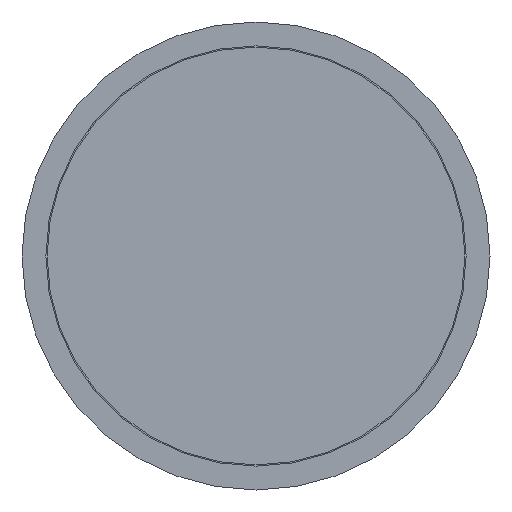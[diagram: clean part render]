
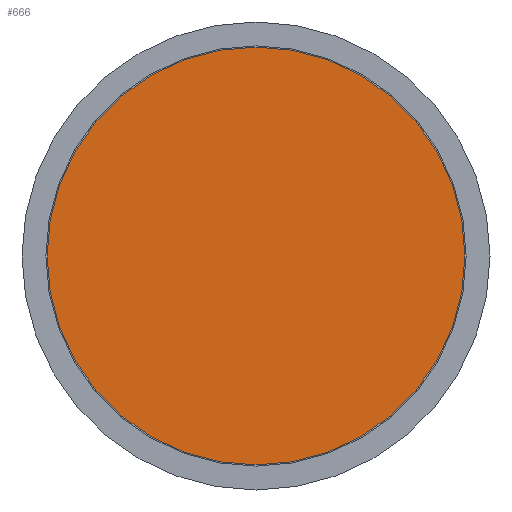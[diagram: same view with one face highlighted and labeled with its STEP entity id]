
A CAD part, front view. The second image highlights one B-rep face of the part: STEP entity #666.
In plain terms, the highlighted planar face has unit normal (0, -1, 0).
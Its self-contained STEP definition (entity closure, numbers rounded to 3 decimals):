
#1 = ORIENTED_EDGE ( 'NONE', *, *, #521, .T. ) ;
#23 = CARTESIAN_POINT ( 'NONE',  ( 0., 0., 0. ) ) ;
#27 = DIRECTION ( 'NONE',  ( 0., -1., 0. ) ) ;
#182 = DIRECTION ( 'NONE',  ( 0., 1., 0. ) ) ;
#412 = PLANE ( 'NONE',  #647 ) ;
#417 = EDGE_LOOP ( 'NONE', ( #1 ) ) ;
#456 = CIRCLE ( 'NONE', #479, 43.75 ) ;
#468 = VERTEX_POINT ( 'NONE', #751 ) ;
#471 = DIRECTION ( 'NONE',  ( 0., 0., -1. ) ) ;
#479 = AXIS2_PLACEMENT_3D ( 'NONE', #23, #27, #471 ) ;
#521 = EDGE_CURVE ( 'NONE', #468, #468, #456, .T. ) ;
#647 = AXIS2_PLACEMENT_3D ( 'NONE', #802, #182, #880 ) ;
#666 = ADVANCED_FACE ( 'NONE', ( #712 ), #412, .F. ) ;
#712 = FACE_OUTER_BOUND ( 'NONE', #417, .T. ) ;
#751 = CARTESIAN_POINT ( 'NONE',  ( 0., 0., -43.75 ) ) ;
#802 = CARTESIAN_POINT ( 'NONE',  ( -43.75, 0., 0. ) ) ;
#880 = DIRECTION ( 'NONE',  ( 0., 0., 1. ) ) ;
